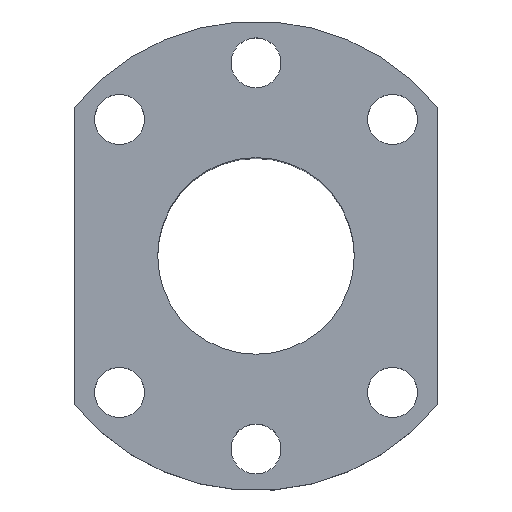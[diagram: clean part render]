
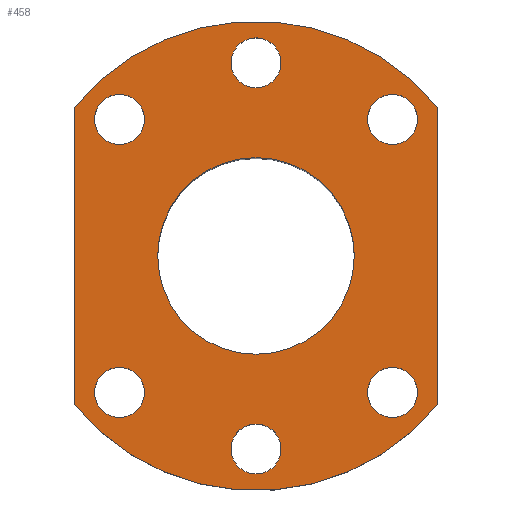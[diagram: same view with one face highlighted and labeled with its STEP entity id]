
A CAD part, top view. The second image highlights one B-rep face of the part: STEP entity #458.
In plain terms, the highlighted planar face has unit normal (0, 0, 1).
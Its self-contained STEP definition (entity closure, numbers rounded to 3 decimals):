
#29=CARTESIAN_POINT('',(0.,0.,35.));
#30=DIRECTION('',(0.,0.,1.));
#31=DIRECTION('',(0.774,0.633,0.));
#32=AXIS2_PLACEMENT_3D('',#29,#30,#31);
#34=DIRECTION('',(0.,1.,0.));
#35=VECTOR('',#34,39.243);
#36=CARTESIAN_POINT('',(24.,-19.621,35.));
#37=LINE('',#36,#35);
#38=CARTESIAN_POINT('',(0.,0.,35.));
#39=DIRECTION('',(0.,0.,1.));
#40=DIRECTION('',(-0.774,-0.633,0.));
#41=AXIS2_PLACEMENT_3D('',#38,#39,#40);
#43=DIRECTION('',(0.,-1.,0.));
#44=VECTOR('',#43,39.243);
#45=CARTESIAN_POINT('',(-24.,19.621,35.));
#46=LINE('',#45,#44);
#47=CARTESIAN_POINT('',(18.031,-18.031,35.));
#48=DIRECTION('',(0.,0.,-1.));
#49=DIRECTION('',(1.,0.,0.));
#50=AXIS2_PLACEMENT_3D('',#47,#48,#49);
#52=CARTESIAN_POINT('',(18.031,-18.031,35.));
#53=DIRECTION('',(0.,0.,-1.));
#54=DIRECTION('',(-1.,0.,0.));
#55=AXIS2_PLACEMENT_3D('',#52,#53,#54);
#57=CARTESIAN_POINT('',(0.,-25.5,35.));
#58=DIRECTION('',(0.,0.,-1.));
#59=DIRECTION('',(1.,0.,0.));
#60=AXIS2_PLACEMENT_3D('',#57,#58,#59);
#62=CARTESIAN_POINT('',(0.,-25.5,35.));
#63=DIRECTION('',(0.,0.,-1.));
#64=DIRECTION('',(-1.,0.,0.));
#65=AXIS2_PLACEMENT_3D('',#62,#63,#64);
#67=CARTESIAN_POINT('',(-18.031,-18.031,35.));
#68=DIRECTION('',(0.,0.,-1.));
#69=DIRECTION('',(1.,0.,0.));
#70=AXIS2_PLACEMENT_3D('',#67,#68,#69);
#72=CARTESIAN_POINT('',(-18.031,-18.031,35.));
#73=DIRECTION('',(0.,0.,-1.));
#74=DIRECTION('',(-1.,0.,0.));
#75=AXIS2_PLACEMENT_3D('',#72,#73,#74);
#77=CARTESIAN_POINT('',(-18.031,18.031,35.));
#78=DIRECTION('',(0.,0.,-1.));
#79=DIRECTION('',(1.,0.,0.));
#80=AXIS2_PLACEMENT_3D('',#77,#78,#79);
#82=CARTESIAN_POINT('',(-18.031,18.031,35.));
#83=DIRECTION('',(0.,0.,-1.));
#84=DIRECTION('',(-1.,0.,0.));
#85=AXIS2_PLACEMENT_3D('',#82,#83,#84);
#87=CARTESIAN_POINT('',(18.031,18.031,35.));
#88=DIRECTION('',(0.,0.,-1.));
#89=DIRECTION('',(1.,0.,0.));
#90=AXIS2_PLACEMENT_3D('',#87,#88,#89);
#92=CARTESIAN_POINT('',(18.031,18.031,35.));
#93=DIRECTION('',(0.,0.,-1.));
#94=DIRECTION('',(-1.,0.,0.));
#95=AXIS2_PLACEMENT_3D('',#92,#93,#94);
#97=CARTESIAN_POINT('',(0.,25.5,35.));
#98=DIRECTION('',(0.,0.,-1.));
#99=DIRECTION('',(1.,0.,0.));
#100=AXIS2_PLACEMENT_3D('',#97,#98,#99);
#102=CARTESIAN_POINT('',(0.,25.5,35.));
#103=DIRECTION('',(0.,0.,-1.));
#104=DIRECTION('',(-1.,0.,0.));
#105=AXIS2_PLACEMENT_3D('',#102,#103,#104);
#107=CARTESIAN_POINT('',(0.,0.,35.));
#108=DIRECTION('',(0.,0.,-1.));
#109=DIRECTION('',(1.,0.,0.));
#110=AXIS2_PLACEMENT_3D('',#107,#108,#109);
#112=CARTESIAN_POINT('',(0.,0.,35.));
#113=DIRECTION('',(0.,0.,-1.));
#114=DIRECTION('',(-1.,0.,0.));
#115=AXIS2_PLACEMENT_3D('',#112,#113,#114);
#285=CARTESIAN_POINT('',(12.985,0.,35.));
#286=CARTESIAN_POINT('',(-12.985,0.,35.));
#287=VERTEX_POINT('',#285);
#288=VERTEX_POINT('',#286);
#289=CARTESIAN_POINT('',(3.3,25.5,35.));
#290=CARTESIAN_POINT('',(-3.3,25.5,35.));
#291=VERTEX_POINT('',#289);
#292=VERTEX_POINT('',#290);
#293=CARTESIAN_POINT('',(21.331,18.031,35.));
#294=CARTESIAN_POINT('',(14.731,18.031,35.));
#295=VERTEX_POINT('',#293);
#296=VERTEX_POINT('',#294);
#297=CARTESIAN_POINT('',(-14.731,18.031,35.));
#298=CARTESIAN_POINT('',(-21.331,18.031,35.));
#299=VERTEX_POINT('',#297);
#300=VERTEX_POINT('',#298);
#301=CARTESIAN_POINT('',(-14.731,-18.031,35.));
#302=CARTESIAN_POINT('',(-21.331,-18.031,35.));
#303=VERTEX_POINT('',#301);
#304=VERTEX_POINT('',#302);
#305=CARTESIAN_POINT('',(3.3,-25.5,35.));
#306=CARTESIAN_POINT('',(-3.3,-25.5,35.));
#307=VERTEX_POINT('',#305);
#308=VERTEX_POINT('',#306);
#309=CARTESIAN_POINT('',(21.331,-18.031,35.));
#310=CARTESIAN_POINT('',(14.731,-18.031,35.));
#311=VERTEX_POINT('',#309);
#312=VERTEX_POINT('',#310);
#313=CARTESIAN_POINT('',(24.,19.621,35.));
#314=CARTESIAN_POINT('',(-24.,19.621,35.));
#315=VERTEX_POINT('',#313);
#316=VERTEX_POINT('',#314);
#317=CARTESIAN_POINT('',(-24.,-19.621,35.));
#318=VERTEX_POINT('',#317);
#319=CARTESIAN_POINT('',(24.,-19.621,35.));
#320=VERTEX_POINT('',#319);
#403=CARTESIAN_POINT('',(0.,0.,35.));
#404=DIRECTION('',(0.,0.,1.));
#405=DIRECTION('',(1.,0.,0.));
#406=AXIS2_PLACEMENT_3D('',#403,#404,#405);
#407=PLANE('',#406);
#409=ORIENTED_EDGE('',*,*,#408,.F.);
#411=ORIENTED_EDGE('',*,*,#410,.F.);
#413=ORIENTED_EDGE('',*,*,#412,.F.);
#415=ORIENTED_EDGE('',*,*,#414,.F.);
#416=EDGE_LOOP('',(#409,#411,#413,#415));
#417=FACE_OUTER_BOUND('',#416,.F.);
#419=ORIENTED_EDGE('',*,*,#418,.F.);
#421=ORIENTED_EDGE('',*,*,#420,.F.);
#422=EDGE_LOOP('',(#419,#421));
#423=FACE_BOUND('',#422,.F.);
#425=ORIENTED_EDGE('',*,*,#424,.F.);
#427=ORIENTED_EDGE('',*,*,#426,.F.);
#428=EDGE_LOOP('',(#425,#427));
#429=FACE_BOUND('',#428,.F.);
#431=ORIENTED_EDGE('',*,*,#430,.F.);
#433=ORIENTED_EDGE('',*,*,#432,.F.);
#434=EDGE_LOOP('',(#431,#433));
#435=FACE_BOUND('',#434,.F.);
#437=ORIENTED_EDGE('',*,*,#436,.F.);
#439=ORIENTED_EDGE('',*,*,#438,.F.);
#440=EDGE_LOOP('',(#437,#439));
#441=FACE_BOUND('',#440,.F.);
#443=ORIENTED_EDGE('',*,*,#442,.F.);
#445=ORIENTED_EDGE('',*,*,#444,.F.);
#446=EDGE_LOOP('',(#443,#445));
#447=FACE_BOUND('',#446,.F.);
#449=ORIENTED_EDGE('',*,*,#448,.F.);
#451=ORIENTED_EDGE('',*,*,#450,.F.);
#452=EDGE_LOOP('',(#449,#451));
#453=FACE_BOUND('',#452,.F.);
#454=ORIENTED_EDGE('',*,*,#383,.F.);
#455=ORIENTED_EDGE('',*,*,#397,.F.);
#456=EDGE_LOOP('',(#454,#455));
#457=FACE_BOUND('',#456,.F.);
#458=ADVANCED_FACE('',(#417,#423,#429,#435,#441,#447,#453,#457),#407,.T.);
#33=CIRCLE('',#32,31.);
#42=CIRCLE('',#41,31.);
#51=CIRCLE('',#50,3.3);
#56=CIRCLE('',#55,3.3);
#61=CIRCLE('',#60,3.3);
#66=CIRCLE('',#65,3.3);
#71=CIRCLE('',#70,3.3);
#76=CIRCLE('',#75,3.3);
#81=CIRCLE('',#80,3.3);
#86=CIRCLE('',#85,3.3);
#91=CIRCLE('',#90,3.3);
#96=CIRCLE('',#95,3.3);
#101=CIRCLE('',#100,3.3);
#106=CIRCLE('',#105,3.3);
#111=CIRCLE('',#110,12.985);
#116=CIRCLE('',#115,12.985);
#383=EDGE_CURVE('',#287,#288,#111,.T.);
#397=EDGE_CURVE('',#288,#287,#116,.T.);
#408=EDGE_CURVE('',#315,#316,#33,.T.);
#410=EDGE_CURVE('',#320,#315,#37,.T.);
#412=EDGE_CURVE('',#318,#320,#42,.T.);
#414=EDGE_CURVE('',#316,#318,#46,.T.);
#418=EDGE_CURVE('',#311,#312,#51,.T.);
#420=EDGE_CURVE('',#312,#311,#56,.T.);
#424=EDGE_CURVE('',#307,#308,#61,.T.);
#426=EDGE_CURVE('',#308,#307,#66,.T.);
#430=EDGE_CURVE('',#303,#304,#71,.T.);
#432=EDGE_CURVE('',#304,#303,#76,.T.);
#436=EDGE_CURVE('',#299,#300,#81,.T.);
#438=EDGE_CURVE('',#300,#299,#86,.T.);
#442=EDGE_CURVE('',#295,#296,#91,.T.);
#444=EDGE_CURVE('',#296,#295,#96,.T.);
#448=EDGE_CURVE('',#291,#292,#101,.T.);
#450=EDGE_CURVE('',#292,#291,#106,.T.);
